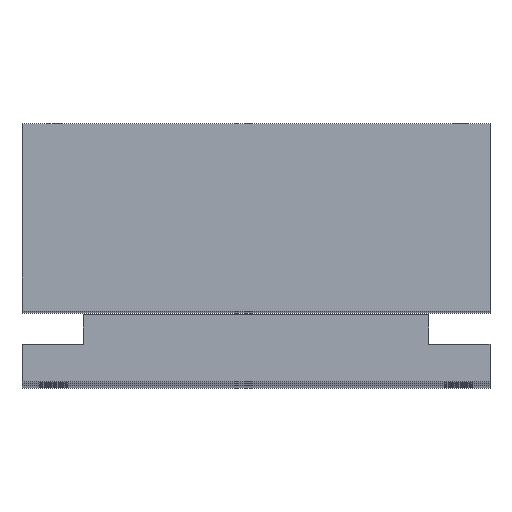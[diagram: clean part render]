
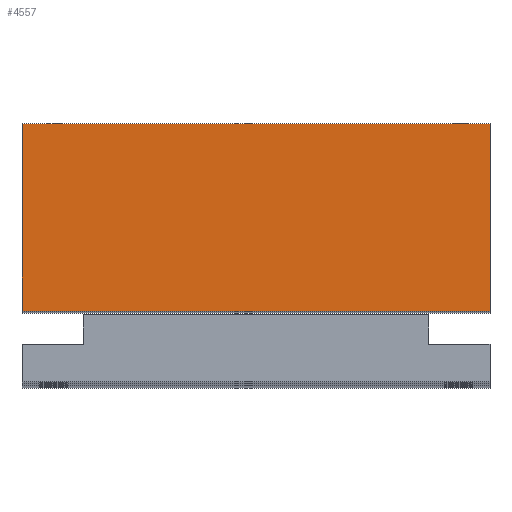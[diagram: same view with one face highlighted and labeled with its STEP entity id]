
A CAD part, top view. The second image highlights one B-rep face of the part: STEP entity #4557.
In plain terms, the highlighted planar face has unit normal (0, 0, 1).
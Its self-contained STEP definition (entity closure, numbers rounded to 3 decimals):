
#139 = ORIENTED_EDGE ( 'NONE', *, *, #5393, .T. ) ;
#785 = CARTESIAN_POINT ( 'NONE',  ( 75., 0., 193. ) ) ;
#809 = EDGE_CURVE ( 'NONE', #5616, #5075, #874, .T. ) ;
#868 = VECTOR ( 'NONE', #4184, 1000. ) ;
#874 = LINE ( 'NONE', #4788, #4938 ) ;
#916 = LINE ( 'NONE', #1925, #4950 ) ;
#954 = DIRECTION ( 'NONE',  ( -1., 0., 0. ) ) ;
#1233 = EDGE_LOOP ( 'NONE', ( #139, #2861, #3496, #4447 ) ) ;
#1445 = VERTEX_POINT ( 'NONE', #4765 ) ;
#1643 = VECTOR ( 'NONE', #4300, 1000. ) ;
#1925 = CARTESIAN_POINT ( 'NONE',  ( 0., 30., 193. ) ) ;
#2272 = CARTESIAN_POINT ( 'NONE',  ( 75., 0., 193. ) ) ;
#2749 = DIRECTION ( 'NONE',  ( -1., 0., 0. ) ) ;
#2861 = ORIENTED_EDGE ( 'NONE', *, *, #809, .T. ) ;
#2869 = CARTESIAN_POINT ( 'NONE',  ( 0., 0., 193. ) ) ;
#2906 = CARTESIAN_POINT ( 'NONE',  ( 0., 0., 193. ) ) ;
#2934 = DIRECTION ( 'NONE',  ( 1., 0., 0. ) ) ;
#3059 = EDGE_CURVE ( 'NONE', #5075, #1445, #5089, .T. ) ;
#3327 = LINE ( 'NONE', #2869, #1643 ) ;
#3363 = CARTESIAN_POINT ( 'NONE',  ( 0., 30., 193. ) ) ;
#3496 = ORIENTED_EDGE ( 'NONE', *, *, #3059, .T. ) ;
#3774 = CARTESIAN_POINT ( 'NONE',  ( 0., 0., 193. ) ) ;
#4051 = AXIS2_PLACEMENT_3D ( 'NONE', #3774, #4280, #2749 ) ;
#4184 = DIRECTION ( 'NONE',  ( 0., 1., 0. ) ) ;
#4280 = DIRECTION ( 'NONE',  ( 0., 0., -1. ) ) ;
#4300 = DIRECTION ( 'NONE',  ( 0., -1., 0. ) ) ;
#4447 = ORIENTED_EDGE ( 'NONE', *, *, #5013, .T. ) ;
#4557 = ADVANCED_FACE ( 'NONE', ( #5397 ), #4704, .F. ) ;
#4704 = PLANE ( 'NONE',  #4051 ) ;
#4765 = CARTESIAN_POINT ( 'NONE',  ( 75., 30., 193. ) ) ;
#4788 = CARTESIAN_POINT ( 'NONE',  ( 0., 0., 193. ) ) ;
#4938 = VECTOR ( 'NONE', #2934, 1000. ) ;
#4950 = VECTOR ( 'NONE', #954, 1000. ) ;
#5013 = EDGE_CURVE ( 'NONE', #1445, #5493, #916, .T. ) ;
#5075 = VERTEX_POINT ( 'NONE', #2272 ) ;
#5089 = LINE ( 'NONE', #785, #868 ) ;
#5393 = EDGE_CURVE ( 'NONE', #5493, #5616, #3327, .T. ) ;
#5397 = FACE_OUTER_BOUND ( 'NONE', #1233, .T. ) ;
#5493 = VERTEX_POINT ( 'NONE', #3363 ) ;
#5616 = VERTEX_POINT ( 'NONE', #2906 ) ;
